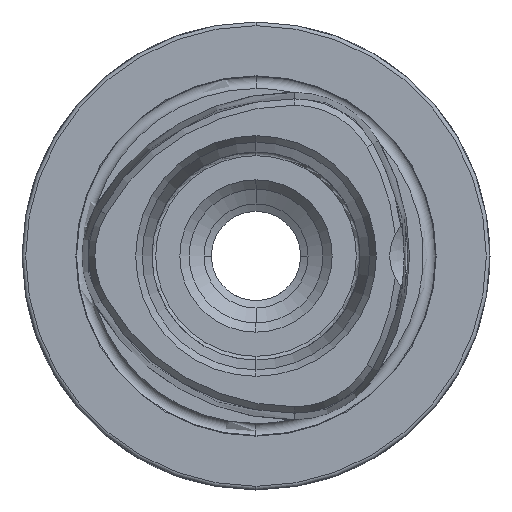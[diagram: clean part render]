
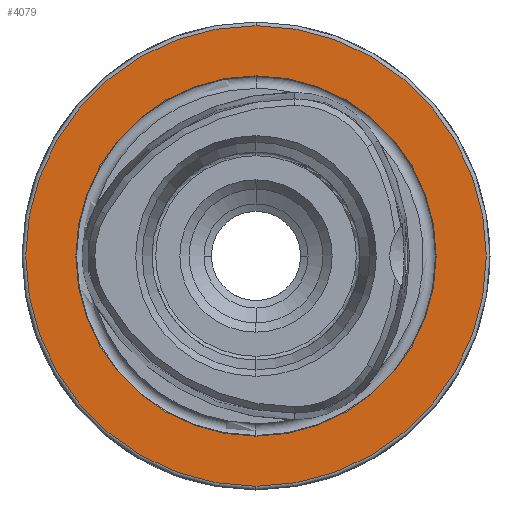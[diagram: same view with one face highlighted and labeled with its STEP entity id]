
A CAD part, left-side view. The second image highlights one B-rep face of the part: STEP entity #4079.
In plain terms, the highlighted planar face has unit normal (-1, 0, 0).
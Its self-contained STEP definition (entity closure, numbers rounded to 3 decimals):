
#160 = VERTEX_POINT ( 'NONE', #2371 ) ;
#330 = CIRCLE ( 'NONE', #813, 31. ) ;
#427 = EDGE_LOOP ( 'NONE', ( #2985, #1217 ) ) ;
#493 = DIRECTION ( 'NONE',  ( -1., 0., 0. ) ) ;
#714 = AXIS2_PLACEMENT_3D ( 'NONE', #2588, #7218, #3754 ) ;
#813 = AXIS2_PLACEMENT_3D ( 'NONE', #4007, #493, #4594 ) ;
#867 = EDGE_CURVE ( 'NONE', #5129, #3587, #7184, .T. ) ;
#910 = CARTESIAN_POINT ( 'NONE',  ( 0., 0., 0. ) ) ;
#1051 = ORIENTED_EDGE ( 'NONE', *, *, #867, .T. ) ;
#1217 = ORIENTED_EDGE ( 'NONE', *, *, #4613, .F. ) ;
#1218 = CIRCLE ( 'NONE', #6772, 24.25 ) ;
#1493 = DIRECTION ( 'NONE',  ( 0., 0., 1. ) ) ;
#2163 = EDGE_LOOP ( 'NONE', ( #1051, #6171 ) ) ;
#2371 = CARTESIAN_POINT ( 'NONE',  ( 0., 0., 24.25 ) ) ;
#2416 = DIRECTION ( 'NONE',  ( -1., 0., 0. ) ) ;
#2588 = CARTESIAN_POINT ( 'NONE',  ( 0., 24.25, 0. ) ) ;
#2985 = ORIENTED_EDGE ( 'NONE', *, *, #7076, .F. ) ;
#3152 = PLANE ( 'NONE',  #714 ) ;
#3257 = CARTESIAN_POINT ( 'NONE',  ( 0., 0., -31. ) ) ;
#3500 = AXIS2_PLACEMENT_3D ( 'NONE', #6062, #6174, #6250 ) ;
#3535 = FACE_BOUND ( 'NONE', #427, .T. ) ;
#3587 = VERTEX_POINT ( 'NONE', #3257 ) ;
#3754 = DIRECTION ( 'NONE',  ( 0., 0., -1. ) ) ;
#3927 = AXIS2_PLACEMENT_3D ( 'NONE', #910, #5010, #1493 ) ;
#4007 = CARTESIAN_POINT ( 'NONE',  ( 0., 0., 0. ) ) ;
#4079 = ADVANCED_FACE ( 'NONE', ( #3535, #4728 ), #3152, .F. ) ;
#4131 = CIRCLE ( 'NONE', #3927, 24.25 ) ;
#4347 = CARTESIAN_POINT ( 'NONE',  ( 0., 0., 31. ) ) ;
#4594 = DIRECTION ( 'NONE',  ( 0., 0., 1. ) ) ;
#4613 = EDGE_CURVE ( 'NONE', #7180, #160, #4131, .T. ) ;
#4728 = FACE_OUTER_BOUND ( 'NONE', #2163, .T. ) ;
#5010 = DIRECTION ( 'NONE',  ( -1., 0., 0. ) ) ;
#5129 = VERTEX_POINT ( 'NONE', #4347 ) ;
#5871 = CARTESIAN_POINT ( 'NONE',  ( 0., 0., 0. ) ) ;
#5923 = CARTESIAN_POINT ( 'NONE',  ( 0., 0., -24.25 ) ) ;
#6062 = CARTESIAN_POINT ( 'NONE',  ( 0., 0., 0. ) ) ;
#6171 = ORIENTED_EDGE ( 'NONE', *, *, #6450, .T. ) ;
#6174 = DIRECTION ( 'NONE',  ( -1., 0., 0. ) ) ;
#6250 = DIRECTION ( 'NONE',  ( 0., 0., 1. ) ) ;
#6450 = EDGE_CURVE ( 'NONE', #3587, #5129, #330, .T. ) ;
#6484 = DIRECTION ( 'NONE',  ( 0., 0., 1. ) ) ;
#6772 = AXIS2_PLACEMENT_3D ( 'NONE', #5871, #2416, #6484 ) ;
#7076 = EDGE_CURVE ( 'NONE', #160, #7180, #1218, .T. ) ;
#7180 = VERTEX_POINT ( 'NONE', #5923 ) ;
#7184 = CIRCLE ( 'NONE', #3500, 31. ) ;
#7218 = DIRECTION ( 'NONE',  ( 1., 0., 0. ) ) ;
